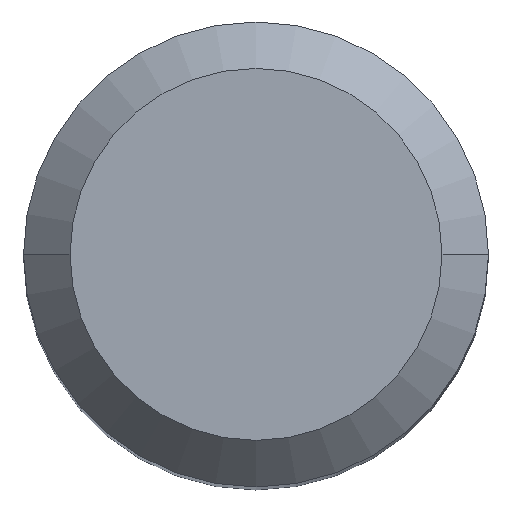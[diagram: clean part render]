
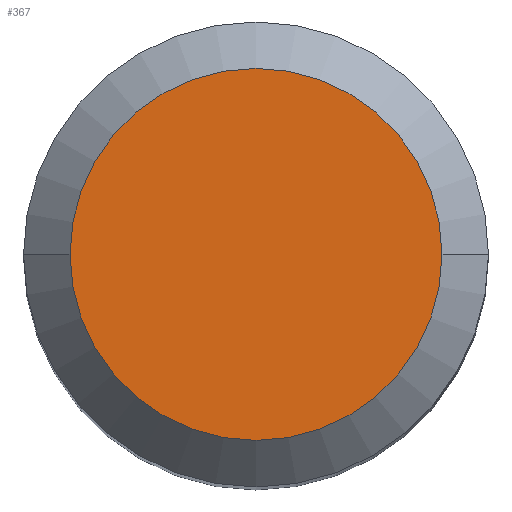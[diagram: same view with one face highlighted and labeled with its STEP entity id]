
A CAD part, top view. The second image highlights one B-rep face of the part: STEP entity #367.
In plain terms, the highlighted planar face has unit normal (0, 0, 1).
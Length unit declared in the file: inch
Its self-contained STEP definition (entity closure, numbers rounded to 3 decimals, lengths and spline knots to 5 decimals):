
#8 = ORIENTED_EDGE ( 'NONE', *, *, #487, .T. ) ;
#9 = AXIS2_PLACEMENT_3D ( 'NONE', #69, #435, #391 ) ;
#14 = FACE_OUTER_BOUND ( 'NONE', #353, .T. ) ;
#35 = CIRCLE ( 'NONE', #9, 0.15748 ) ;
#62 = AXIS2_PLACEMENT_3D ( 'NONE', #414, #354, #352 ) ;
#69 = CARTESIAN_POINT ( 'NONE',  ( 0., 0., 0. ) ) ;
#225 = AXIS2_PLACEMENT_3D ( 'NONE', #239, #405, #245 ) ;
#239 = CARTESIAN_POINT ( 'NONE',  ( 0., 0., 0. ) ) ;
#245 = DIRECTION ( 'NONE',  ( 1., 0., 0. ) ) ;
#250 = PLANE ( 'NONE',  #62 ) ;
#259 = EDGE_CURVE ( 'NONE', #296, #410, #457, .T. ) ;
#296 = VERTEX_POINT ( 'NONE', #408 ) ;
#352 = DIRECTION ( 'NONE',  ( -1., 0., 0. ) ) ;
#353 = EDGE_LOOP ( 'NONE', ( #8, #418 ) ) ;
#354 = DIRECTION ( 'NONE',  ( 0., 0., -1. ) ) ;
#367 = ADVANCED_FACE ( 'NONE', ( #14 ), #250, .F. ) ;
#391 = DIRECTION ( 'NONE',  ( 1., 0., 0. ) ) ;
#401 = CARTESIAN_POINT ( 'NONE',  ( -0.15748, 0., 0. ) ) ;
#405 = DIRECTION ( 'NONE',  ( 0., 0., 1. ) ) ;
#408 = CARTESIAN_POINT ( 'NONE',  ( 0.15748, 0., 0. ) ) ;
#410 = VERTEX_POINT ( 'NONE', #401 ) ;
#414 = CARTESIAN_POINT ( 'NONE',  ( 0., 0., 0. ) ) ;
#418 = ORIENTED_EDGE ( 'NONE', *, *, #259, .T. ) ;
#435 = DIRECTION ( 'NONE',  ( 0., 0., 1. ) ) ;
#457 = CIRCLE ( 'NONE', #225, 0.15748 ) ;
#487 = EDGE_CURVE ( 'NONE', #410, #296, #35, .T. ) ;
